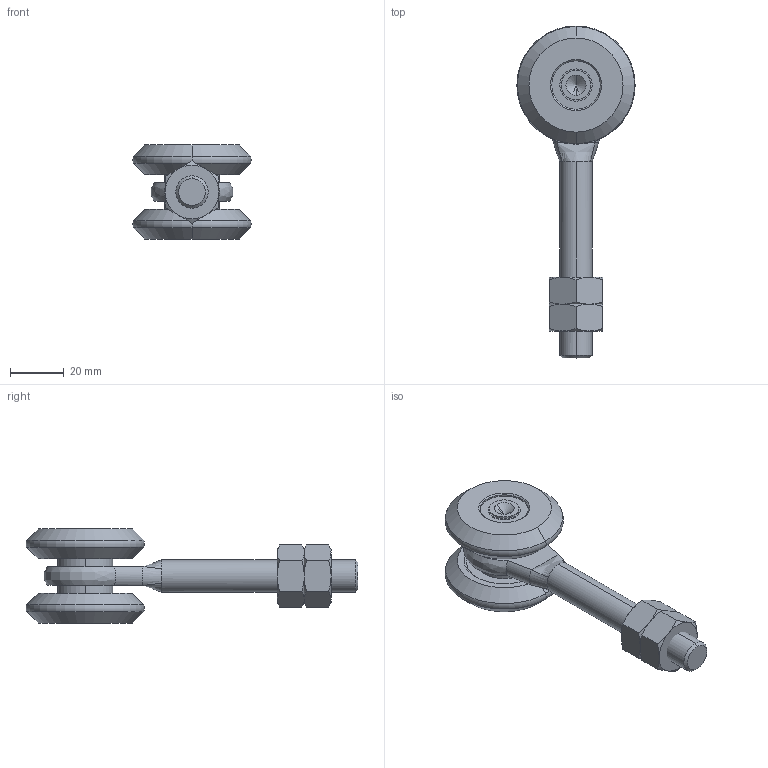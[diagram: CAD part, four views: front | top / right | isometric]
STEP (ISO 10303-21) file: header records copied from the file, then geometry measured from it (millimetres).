
FILE_DESCRIPTION (( 'STEP AP203' ), '1' );
FILE_NAME ('H-07-42x54-info..STEP', '2025-12-11T09:38:33', ( '' ), ( '' ), 'SwSTEP 2.0', 'SolidWorks 2019', '' );
FILE_SCHEMA (( 'CONFIG_CONTROL_DESIGN' ));
Length unit declared in the file: millimetre
Products named in the file (1): H-07-42x54-info.
Bounding box: 43.98 x 123.49 x 35 mm (x, y, z)
Volume: 48414 mm3; surface area: 25014.1 mm2
Topology: 10 solids, 10 shells, 166 faces, 358 edges, 224 vertices
Faces by surface type: plane 59, cylinder 54, cone 42, bspline 7, torus 4
Entity records: 5724 total; most frequent: CARTESIAN_POINT 2036, DIRECTION 770, ORIENTED_EDGE 708, EDGE_CURVE 354, AXIS2_PLACEMENT_3D 320, VERTEX_POINT 224, EDGE_LOOP 200, FACE_OUTER_BOUND 166
